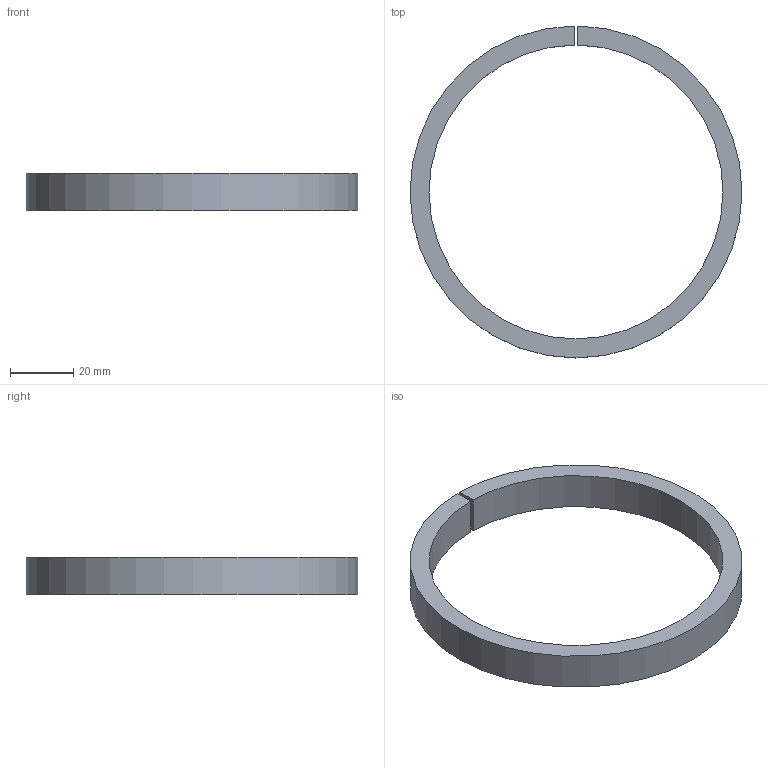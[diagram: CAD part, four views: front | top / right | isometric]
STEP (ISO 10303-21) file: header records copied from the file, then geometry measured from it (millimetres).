
FILE_DESCRIPTION (( 'STEP AP203' ), '1' );
FILE_NAME ('5637-105.step', '2020-05-14T11:25:35', ( '' ), ( '' ), 'SwSTEP 2.0', 'SolidWorks 2015', '' );
FILE_SCHEMA (( 'CONFIG_CONTROL_DESIGN' ));
Length unit declared in the file: millimetre
Products named in the file (1): 5637-105
Bounding box: 105 x 105 x 12 mm (x, y, z)
Volume: 22321.1 mm3; surface area: 11309.9 mm2
Topology: 1 solids, 1 shells, 211 faces, 564 edges, 376 vertices
Faces by surface type: plane 113, bspline 96, cylinder 2
Entity records: 11663 total; most frequent: CARTESIAN_POINT 6968, ORIENTED_EDGE 1128, DIRECTION 608, EDGE_CURVE 564, VERTEX_POINT 376, LINE 368, VECTOR 368, EDGE_LOOP 232
